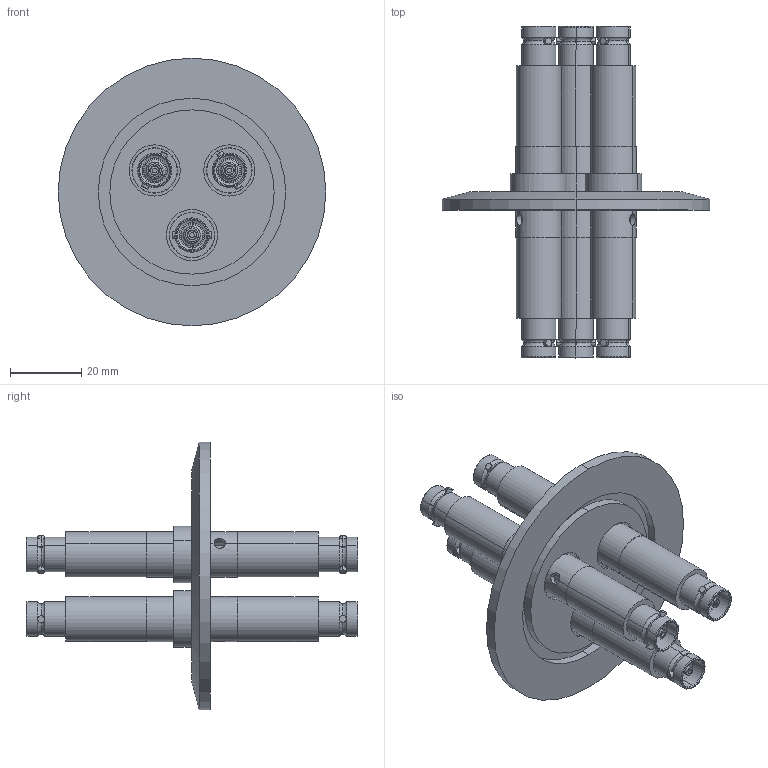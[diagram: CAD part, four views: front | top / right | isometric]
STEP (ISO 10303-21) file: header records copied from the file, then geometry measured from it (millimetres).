
FILE_DESCRIPTION (( 'STEP AP203' ), '1' );
FILE_NAME ('A0478-8-QF.STEP', '2012-06-05T14:50:51', ( '' ), ( '' ), 'SwSTEP 2.0', 'SolidWorks 2012', '' );
FILE_SCHEMA (( 'CONFIG_CONTROL_DESIGN' ));
Length unit declared in the file: inch
Products named in the file (1): A0478-8-QF
Bounding box: 74.93 x 92.9 x 74.93 mm (x, y, z)
Volume: 36089.7 mm3; surface area: 40400.3 mm2
Topology: 1 solids, 1 shells, 837 faces, 2056 edges, 1274 vertices
Faces by surface type: cylinder 375, plane 259, cone 98, torus 96, sphere 9
Entity records: 27014 total; most frequent: CARTESIAN_POINT 6436, DIRECTION 4757, ORIENTED_EDGE 4064, EDGE_CURVE 2032, AXIS2_PLACEMENT_3D 1983, VERTEX_POINT 1262, CIRCLE 1145, EDGE_LOOP 950
